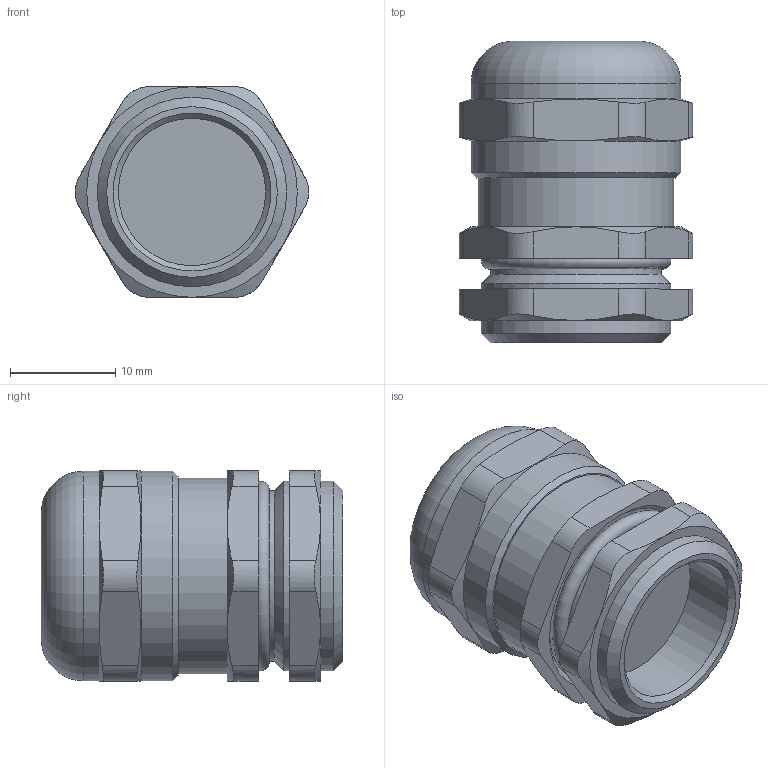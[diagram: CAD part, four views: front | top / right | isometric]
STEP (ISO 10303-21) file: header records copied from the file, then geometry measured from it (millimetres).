
FILE_DESCRIPTION(/* description */ ('','CAx-IF Rec.Pracs.---Representation and Presentation of Product Manufacturing Information (PMI)---4.0---2014-10-13'),/* implementation_level */ '2;1');
FILE_NAME(/* name */ 'ЗЭТАРУС M18 (5-10 мм).stp',/* time_stamp */ '2023-01-30T08:27:35+07:00',/* author */ ('zeta-09'),/* organization */ (''),/* preprocessor_version */ 'ST-DEVELOPER v18.1',/* originating_system */ 'Autodesk Inventor 2021',/* authorisation */ '');
FILE_SCHEMA (('AP242_MANAGED_MODEL_BASED_3D_ENGINEERING_MIM_LF { 1 0 10303 442 1 1 4 }'));
Length unit declared in the file: millimetre
Products named in the file (1): Деталь35
Bounding box: 22.17 x 28.65 x 20 mm (x, y, z)
Volume: 7578.6 mm3; surface area: 3328.4 mm2
Topology: 1 solids, 3 shells, 80 faces, 187 edges, 119 vertices
Faces by surface type: plane 31, cylinder 26, cone 19, torus 4
Full cylindrical faces by diameter (mm): 14 x1, 16.2 x2, 18 x2, 18.6 x1, 19.9 x2
Entity records: 2686 total; most frequent: CARTESIAN_POINT 742, DIRECTION 375, ORIENTED_EDGE 372, EDGE_CURVE 187, AXIS2_PLACEMENT_3D 156, VERTEX_POINT 119, EDGE_LOOP 89, STYLED_ITEM 80
